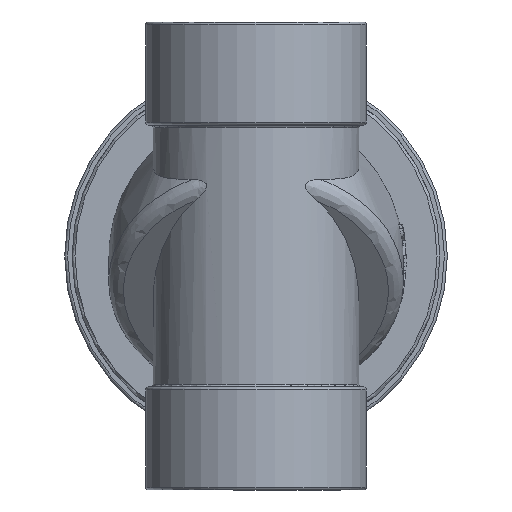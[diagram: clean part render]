
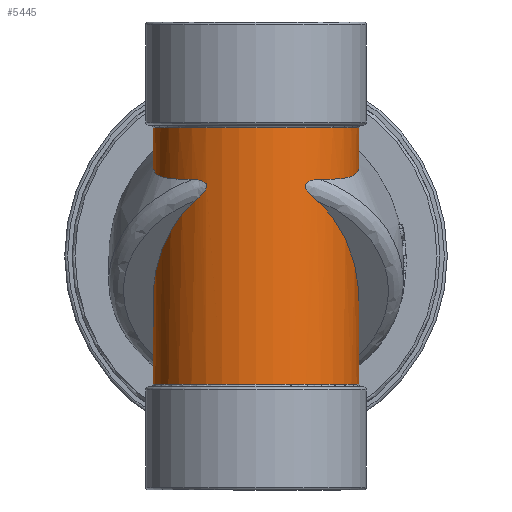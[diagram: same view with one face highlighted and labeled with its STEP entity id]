
A CAD part, front view. The second image highlights one B-rep face of the part: STEP entity #5445.
In plain terms, the highlighted cylindrical face has radius 35 mm (diameter 70 mm), a partial arc.
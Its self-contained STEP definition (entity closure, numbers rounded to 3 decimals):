
#203=ELLIPSE('',#5934,54.45,35.);
#204=ELLIPSE('',#5936,54.45,35.);
#214=CYLINDRICAL_SURFACE('',#5935,35.);
#323=CIRCLE('',#5932,35.);
#324=CIRCLE('',#5937,35.);
#1676=FACE_OUTER_BOUND('',#2019,.T.);
#2019=EDGE_LOOP('',(#4231,#4232,#4233,#4234,#4235,#4236,#4237,#4238,#4239,
#4240));
#2417=B_SPLINE_CURVE_WITH_KNOTS('',3,(#9194,#9195,#9196,#9197,#9198,#9199,
#9200,#9201,#9202,#9203,#9204,#9205),.UNSPECIFIED.,.F.,.F.,(4,2,2,2,2,4),
(11.258,12.298,13.454,14.643,16.265,
17.574),.UNSPECIFIED.);
#2418=B_SPLINE_CURVE_WITH_KNOTS('',3,(#9294,#9295,#9296,#9297),
 .UNSPECIFIED.,.F.,.F.,(4,4),(0.721,1.582),
 .UNSPECIFIED.);
#2421=B_SPLINE_CURVE_WITH_KNOTS('',3,(#9314,#9315,#9316,#9317,#9318,#9319,
#9320,#9321,#9322,#9323,#9324,#9325,#9326,#9327,#9328,#9329,#9330,#9331),
 .UNSPECIFIED.,.F.,.F.,(4,2,2,2,2,2,2,2,4),(0.,0.485,0.746,
0.883,0.976,1.062,1.173,1.372,
1.912),.UNSPECIFIED.);
#2423=B_SPLINE_CURVE_WITH_KNOTS('',3,(#9413,#9414,#9415,#9416),
 .UNSPECIFIED.,.F.,.F.,(4,4),(0.,0.718),.UNSPECIFIED.);
#2425=B_SPLINE_CURVE_WITH_KNOTS('',3,(#9429,#9430,#9431,#9432,#9433,#9434,
#9435,#9436,#9437,#9438,#9439,#9440,#9441,#9442,#9443,#9444,#9445,#9446,
#9447,#9448),.UNSPECIFIED.,.F.,.F.,(4,2,2,2,2,2,2,2,2,4),(0.,0.425,
0.655,0.802,0.903,0.997,
1.118,1.336,1.741,1.934),
 .UNSPECIFIED.);
#2429=B_SPLINE_CURVE_WITH_KNOTS('',3,(#9505,#9506,#9507,#9508,#9509,#9510,
#9511,#9512,#9513,#9514,#9515,#9516),.UNSPECIFIED.,.F.,.F.,(4,2,2,2,2,4),
(0.257,1.303,2.833,4.193,5.475,
6.573),.UNSPECIFIED.);
#2579=VERTEX_POINT('',#9158);
#2583=VERTEX_POINT('',#9183);
#2590=VERTEX_POINT('',#9292);
#2591=VERTEX_POINT('',#9293);
#2593=VERTEX_POINT('',#9313);
#2594=VERTEX_POINT('',#9411);
#2595=VERTEX_POINT('',#9412);
#2596=VERTEX_POINT('',#9417);
#2597=VERTEX_POINT('',#9428);
#2600=VERTEX_POINT('',#9504);
#3147=EDGE_CURVE('',#2579,#2583,#2417,.T.);
#3156=EDGE_CURVE('',#2590,#2591,#2418,.F.);
#3159=EDGE_CURVE('',#2579,#2593,#2421,.F.);
#3161=EDGE_CURVE('',#2594,#2595,#2423,.T.);
#3163=EDGE_CURVE('',#2596,#2597,#2425,.F.);
#3167=EDGE_CURVE('',#2600,#2597,#2429,.T.);
#3228=EDGE_CURVE('',#2595,#2591,#323,.T.);
#3229=EDGE_CURVE('',#2596,#2594,#203,.T.);
#3230=EDGE_CURVE('',#2590,#2593,#204,.T.);
#3231=EDGE_CURVE('',#2600,#2583,#324,.T.);
#4231=ORIENTED_EDGE('',*,*,#3228,.T.);
#4232=ORIENTED_EDGE('',*,*,#3156,.F.);
#4233=ORIENTED_EDGE('',*,*,#3230,.T.);
#4234=ORIENTED_EDGE('',*,*,#3159,.F.);
#4235=ORIENTED_EDGE('',*,*,#3147,.T.);
#4236=ORIENTED_EDGE('',*,*,#3231,.F.);
#4237=ORIENTED_EDGE('',*,*,#3167,.T.);
#4238=ORIENTED_EDGE('',*,*,#3163,.F.);
#4239=ORIENTED_EDGE('',*,*,#3229,.T.);
#4240=ORIENTED_EDGE('',*,*,#3161,.T.);
#5445=ADVANCED_FACE('',(#1676),#214,.T.);
#5932=AXIS2_PLACEMENT_3D('',#9746,#6649,#6650);
#5934=AXIS2_PLACEMENT_3D('',#9748,#6653,#6654);
#5935=AXIS2_PLACEMENT_3D('',#9749,#6655,#6656);
#5936=AXIS2_PLACEMENT_3D('',#9750,#6657,#6658);
#5937=AXIS2_PLACEMENT_3D('',#9751,#6659,#6660);
#6649=DIRECTION('center_axis',(0.,0.,1.));
#6650=DIRECTION('ref_axis',(1.,0.,0.));
#6653=DIRECTION('center_axis',(0.,-0.766,-0.643));
#6654=DIRECTION('ref_axis',(0.,0.643,-0.766));
#6655=DIRECTION('center_axis',(0.,0.,1.));
#6656=DIRECTION('ref_axis',(0.,-1.,0.));
#6657=DIRECTION('center_axis',(0.,-0.766,-0.643));
#6658=DIRECTION('ref_axis',(0.,0.643,-0.766));
#6659=DIRECTION('center_axis',(0.,0.,1.));
#6660=DIRECTION('ref_axis',(0.,-1.,0.));
#9158=CARTESIAN_POINT('',(21.66,-27.492,105.587));
#9183=CARTESIAN_POINT('',(24.463,25.031,123.));
#9194=CARTESIAN_POINT('Ctrl Pts',(21.66,-27.492,105.587));
#9195=CARTESIAN_POINT('Ctrl Pts',(24.366,-25.361,105.559));
#9196=CARTESIAN_POINT('Ctrl Pts',(26.744,-22.839,105.584));
#9197=CARTESIAN_POINT('Ctrl Pts',(30.907,-16.866,105.98));
#9198=CARTESIAN_POINT('Ctrl Pts',(32.548,-13.411,106.392));
#9199=CARTESIAN_POINT('Ctrl Pts',(34.688,-6.064,107.932));
#9200=CARTESIAN_POINT('Ctrl Pts',(35.118,-2.312,109.059));
#9201=CARTESIAN_POINT('Ctrl Pts',(34.775,6.411,112.443));
#9202=CARTESIAN_POINT('Ctrl Pts',(33.5,11.223,114.909));
#9203=CARTESIAN_POINT('Ctrl Pts',(29.638,19.017,119.297));
#9204=CARTESIAN_POINT('Ctrl Pts',(27.322,22.237,121.261));
#9205=CARTESIAN_POINT('Ctrl Pts',(24.463,25.031,123.));
#9292=CARTESIAN_POINT('',(28.531,20.273,40.496));
#9293=CARTESIAN_POINT('',(24.389,25.103,36.));
#9294=CARTESIAN_POINT('Ctrl Pts',(24.389,25.103,36.));
#9295=CARTESIAN_POINT('Ctrl Pts',(26.204,23.34,37.307));
#9296=CARTESIAN_POINT('Ctrl Pts',(27.536,21.673,38.828));
#9297=CARTESIAN_POINT('Ctrl Pts',(28.531,20.273,40.496));
#9313=CARTESIAN_POINT('',(20.673,-28.243,98.315));
#9314=CARTESIAN_POINT('Ctrl Pts',(20.673,-28.243,98.315));
#9315=CARTESIAN_POINT('Ctrl Pts',(19.606,-29.024,99.246));
#9316=CARTESIAN_POINT('Ctrl Pts',(18.662,-29.62,100.118));
#9317=CARTESIAN_POINT('Ctrl Pts',(17.608,-30.251,101.339));
#9318=CARTESIAN_POINT('Ctrl Pts',(17.271,-30.443,101.793));
#9319=CARTESIAN_POINT('Ctrl Pts',(16.934,-30.631,102.484));
#9320=CARTESIAN_POINT('Ctrl Pts',(16.839,-30.683,102.746));
#9321=CARTESIAN_POINT('Ctrl Pts',(16.78,-30.715,103.199));
#9322=CARTESIAN_POINT('Ctrl Pts',(16.784,-30.713,103.382));
#9323=CARTESIAN_POINT('Ctrl Pts',(16.861,-30.671,103.728));
#9324=CARTESIAN_POINT('Ctrl Pts',(16.925,-30.636,103.881));
#9325=CARTESIAN_POINT('Ctrl Pts',(17.124,-30.525,104.203));
#9326=CARTESIAN_POINT('Ctrl Pts',(17.268,-30.444,104.358));
#9327=CARTESIAN_POINT('Ctrl Pts',(17.701,-30.195,104.723));
#9328=CARTESIAN_POINT('Ctrl Pts',(18.034,-29.999,104.9));
#9329=CARTESIAN_POINT('Ctrl Pts',(19.219,-29.269,105.395));
#9330=CARTESIAN_POINT('Ctrl Pts',(20.386,-28.496,105.6));
#9331=CARTESIAN_POINT('Ctrl Pts',(21.66,-27.492,105.587));
#9411=CARTESIAN_POINT('',(-28.531,20.273,40.496));
#9412=CARTESIAN_POINT('',(-24.389,25.103,36.));
#9413=CARTESIAN_POINT('Ctrl Pts',(-28.531,20.273,40.496));
#9414=CARTESIAN_POINT('Ctrl Pts',(-27.536,21.673,38.828));
#9415=CARTESIAN_POINT('Ctrl Pts',(-26.204,23.34,37.308));
#9416=CARTESIAN_POINT('Ctrl Pts',(-24.389,25.103,36.));
#9417=CARTESIAN_POINT('',(-20.673,-28.243,98.315));
#9428=CARTESIAN_POINT('',(-21.66,-27.492,105.587));
#9429=CARTESIAN_POINT('Ctrl Pts',(-21.66,-27.492,105.587));
#9430=CARTESIAN_POINT('Ctrl Pts',(-20.547,-28.369,105.598));
#9431=CARTESIAN_POINT('Ctrl Pts',(-19.52,-29.067,105.443));
#9432=CARTESIAN_POINT('Ctrl Pts',(-18.268,-29.859,105.018));
#9433=CARTESIAN_POINT('Ctrl Pts',(-17.879,-30.091,104.83));
#9434=CARTESIAN_POINT('Ctrl Pts',(-17.37,-30.386,104.457));
#9435=CARTESIAN_POINT('Ctrl Pts',(-17.181,-30.493,104.28));
#9436=CARTESIAN_POINT('Ctrl Pts',(-16.94,-30.627,103.914));
#9437=CARTESIAN_POINT('Ctrl Pts',(-16.867,-30.668,103.751));
#9438=CARTESIAN_POINT('Ctrl Pts',(-16.788,-30.711,103.402));
#9439=CARTESIAN_POINT('Ctrl Pts',(-16.78,-30.715,103.231));
#9440=CARTESIAN_POINT('Ctrl Pts',(-16.823,-30.692,102.835));
#9441=CARTESIAN_POINT('Ctrl Pts',(-16.889,-30.656,102.618));
#9442=CARTESIAN_POINT('Ctrl Pts',(-17.125,-30.525,102.053));
#9443=CARTESIAN_POINT('Ctrl Pts',(-17.358,-30.394,101.692));
#9444=CARTESIAN_POINT('Ctrl Pts',(-18.114,-29.954,100.705));
#9445=CARTESIAN_POINT('Ctrl Pts',(-18.793,-29.542,100.019));
#9446=CARTESIAN_POINT('Ctrl Pts',(-19.931,-28.774,98.968));
#9447=CARTESIAN_POINT('Ctrl Pts',(-20.304,-28.512,98.637));
#9448=CARTESIAN_POINT('Ctrl Pts',(-20.673,-28.243,98.315));
#9504=CARTESIAN_POINT('',(-24.463,25.031,123.));
#9505=CARTESIAN_POINT('Ctrl Pts',(-24.463,25.031,123.));
#9506=CARTESIAN_POINT('Ctrl Pts',(-26.749,22.797,121.609));
#9507=CARTESIAN_POINT('Ctrl Pts',(-28.687,20.291,120.077));
#9508=CARTESIAN_POINT('Ctrl Pts',(-32.545,13.66,116.233));
#9509=CARTESIAN_POINT('Ctrl Pts',(-34.075,9.26,113.852));
#9510=CARTESIAN_POINT('Ctrl Pts',(-35.242,0.509,110.033));
#9511=CARTESIAN_POINT('Ctrl Pts',(-35.076,-3.772,108.552));
#9512=CARTESIAN_POINT('Ctrl Pts',(-33.096,-12.123,106.575));
#9513=CARTESIAN_POINT('Ctrl Pts',(-31.413,-16.008,106.059));
#9514=CARTESIAN_POINT('Ctrl Pts',(-27.011,-22.553,105.587));
#9515=CARTESIAN_POINT('Ctrl Pts',(-24.52,-25.24,105.557));
#9516=CARTESIAN_POINT('Ctrl Pts',(-21.66,-27.492,105.587));
#9746=CARTESIAN_POINT('Origin',(0.,0.,36.));
#9748=CARTESIAN_POINT('Origin',(0.,0.,64.657));
#9749=CARTESIAN_POINT('Origin',(0.,0.,35.));
#9750=CARTESIAN_POINT('Origin',(0.,0.,64.657));
#9751=CARTESIAN_POINT('Origin',(0.,0.,123.));
